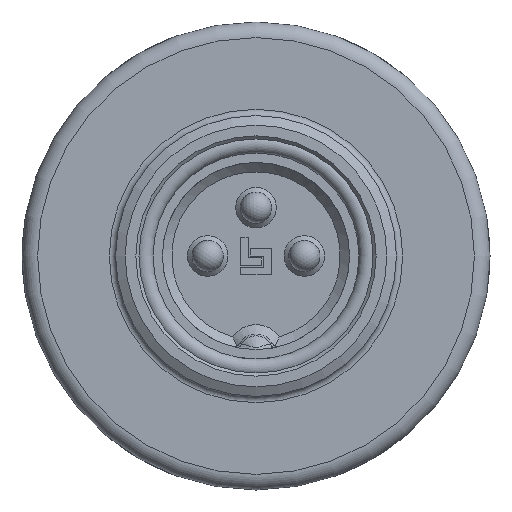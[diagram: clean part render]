
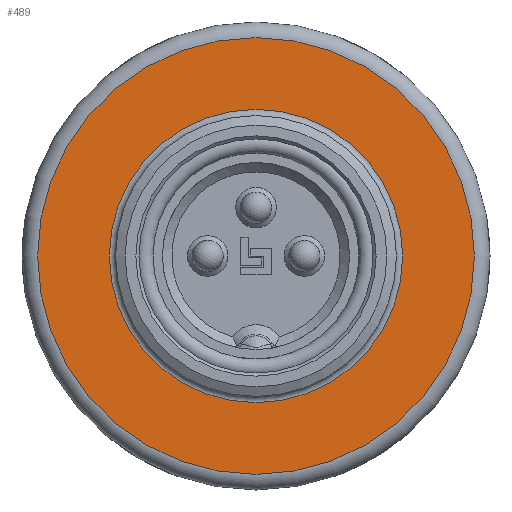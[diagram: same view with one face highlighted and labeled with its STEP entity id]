
A CAD part, left-side view. The second image highlights one B-rep face of the part: STEP entity #489.
In plain terms, the highlighted planar face has unit normal (-1, 0, 0).
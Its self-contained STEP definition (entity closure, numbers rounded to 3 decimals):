
#489=ADVANCED_FACE('',(#655,#656),#613,.T.);
#613=PLANE('',#1936);
#655=FACE_BOUND('',#752,.T.);
#656=FACE_BOUND('',#753,.T.);
#752=EDGE_LOOP('',(#926));
#753=EDGE_LOOP('',(#927));
#926=ORIENTED_EDGE('',*,*,#1582,.T.);
#927=ORIENTED_EDGE('',*,*,#1583,.T.);
#1412=VERTEX_POINT('',#2704);
#1413=VERTEX_POINT('',#2706);
#1582=EDGE_CURVE('',#1412,#1412,#1825,.T.);
#1583=EDGE_CURVE('',#1413,#1413,#1826,.T.);
#1825=CIRCLE('',#1934,4.7);
#1826=CIRCLE('',#1935,7.);
#1934=AXIS2_PLACEMENT_3D('',#2703,#2168,#2169);
#1935=AXIS2_PLACEMENT_3D('',#2705,#2170,#2171);
#1936=AXIS2_PLACEMENT_3D('',#2707,#2172,#2173);
#2168=DIRECTION('',(1.,0.,0.));
#2169=DIRECTION('',(0.,0.,1.));
#2170=DIRECTION('',(-1.,0.,0.));
#2171=DIRECTION('',(0.,0.,1.));
#2172=DIRECTION('',(-1.,0.,0.));
#2173=DIRECTION('',(0.,0.,1.));
#2703=CARTESIAN_POINT('',(7.9,0.,0.));
#2704=CARTESIAN_POINT('',(7.9,0.,4.7));
#2705=CARTESIAN_POINT('',(7.9,0.,0.));
#2706=CARTESIAN_POINT('',(7.9,0.,7.));
#2707=CARTESIAN_POINT('',(7.9,0.,0.));
